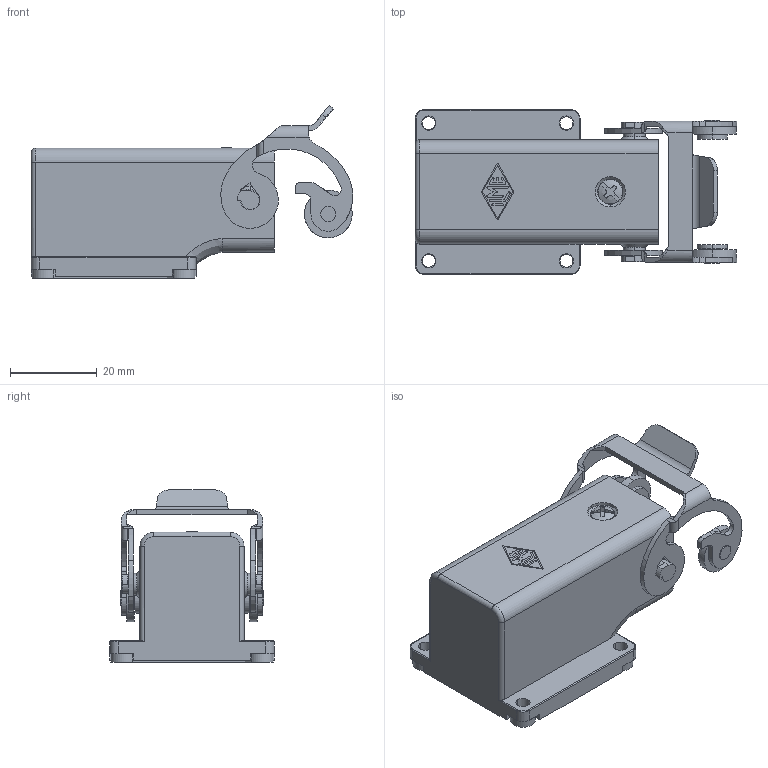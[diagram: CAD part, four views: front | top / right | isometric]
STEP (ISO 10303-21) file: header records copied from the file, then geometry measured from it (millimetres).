
FILE_DESCRIPTION(('Creo Elements/Direct Modeling STEP Export'),'2;1');
FILE_NAME('0ln7uvk5bn4379u4764','2021-07-14T 8:12:58',(''),(''),'Creo Elements/Direct Modeling STEP processor for AP214 (Solid Model)','Creo Elements/Direct Modeling 20.1B 02-Apr-2019 (C) Parametric Technology GmbH','');
FILE_SCHEMA(('AUTOMOTIVE_DESIGN { 1 0 10303 214 1 1 1 1 }'));
Length unit declared in the file: millimetre
Products named in the file (2): CJZAX_8_IA4
Assembly tree (1 placements, depth 2):
  CJZAX_8_IA4
    CJZAX_8_IA4
Bounding box: 74.16 x 38 x 39.8 mm (x, y, z)
Volume: 25187.6 mm3; surface area: 20482.8 mm2
Topology: 1 solids, 1 shells, 414 faces, 1191 edges, 810 vertices
Faces by surface type: plane 257, cylinder 136, cone 11, torus 6, bspline 2, sphere 2
Entity records: 19807 total; most frequent: CARTESIAN_POINT 5597, ORIENTED_EDGE 2382, DIRECTION 2150, EDGE_CURVE 1191, VERTEX_POINT 810, VECTOR 770, LINE 770, AXIS2_PLACEMENT_3D 690
